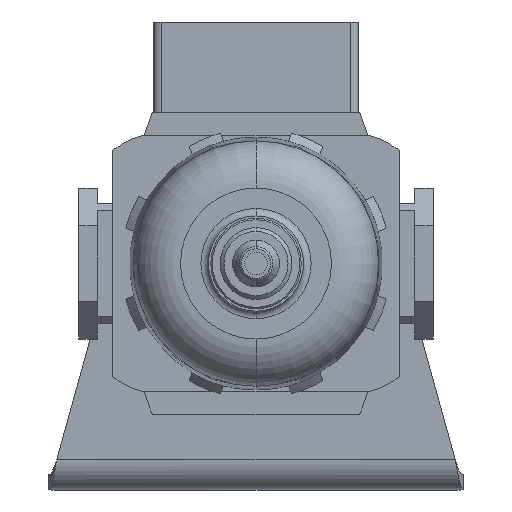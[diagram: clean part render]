
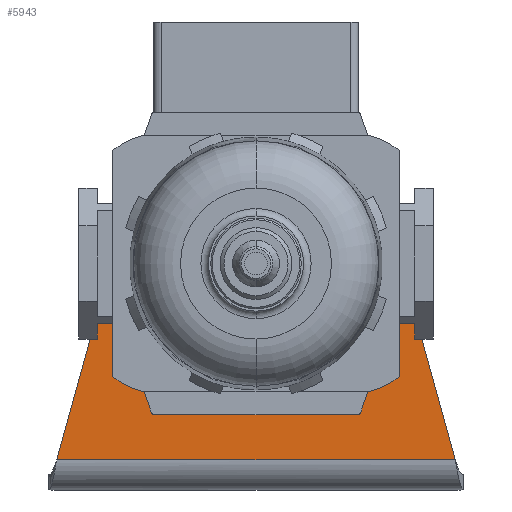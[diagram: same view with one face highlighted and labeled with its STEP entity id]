
A CAD part, front view. The second image highlights one B-rep face of the part: STEP entity #5943.
In plain terms, the highlighted planar face has unit normal (0, -1, 0).
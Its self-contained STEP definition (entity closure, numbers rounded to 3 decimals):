
#95 = CARTESIAN_POINT ( 'NONE',  ( 0., 30., 0. ) ) ;
#415 = CIRCLE ( 'NONE', #14651, 15. ) ;
#631 = DIRECTION ( 'NONE',  ( 0.267, 0., 0.964 ) ) ;
#645 = EDGE_CURVE ( 'NONE', #9416, #8845, #7313, .T. ) ;
#1023 = AXIS2_PLACEMENT_3D ( 'NONE', #5858, #14745, #7151 ) ;
#2618 = CARTESIAN_POINT ( 'NONE',  ( 26.393, 30., -26. ) ) ;
#3314 = AXIS2_PLACEMENT_3D ( 'NONE', #12058, #4428, #13303 ) ;
#3610 = CARTESIAN_POINT ( 'NONE',  ( -15., 30., 0. ) ) ;
#4376 = FACE_OUTER_BOUND ( 'NONE', #5109, .T. ) ;
#4428 = DIRECTION ( 'NONE',  ( 0., 1., 0. ) ) ;
#4936 = CARTESIAN_POINT ( 'NONE',  ( 15., 30., 0. ) ) ;
#5109 = EDGE_LOOP ( 'NONE', ( #5364, #11068, #6649, #8642 ) ) ;
#5242 = EDGE_CURVE ( 'NONE', #15332, #8845, #9187, .T. ) ;
#5364 = ORIENTED_EDGE ( 'NONE', *, *, #645, .T. ) ;
#5401 = VECTOR ( 'NONE', #13428, 1000. ) ;
#5815 = CIRCLE ( 'NONE', #1023, 15. ) ;
#5849 = VERTEX_POINT ( 'NONE', #4936 ) ;
#5858 = CARTESIAN_POINT ( 'NONE',  ( 0., 30., 0. ) ) ;
#5943 = ADVANCED_FACE ( 'NONE', ( #9357, #4376 ), #10286, .F. ) ;
#6399 = EDGE_CURVE ( 'NONE', #5849, #9732, #415, .T. ) ;
#6649 = ORIENTED_EDGE ( 'NONE', *, *, #9108, .F. ) ;
#7151 = DIRECTION ( 'NONE',  ( -1., 0., 0. ) ) ;
#7313 = LINE ( 'NONE', #8855, #10702 ) ;
#7321 = AXIS2_PLACEMENT_3D ( 'NONE', #95, #7701, #11573 ) ;
#7369 = DIRECTION ( 'NONE',  ( 0., 1., 0. ) ) ;
#7660 = VERTEX_POINT ( 'NONE', #7763 ) ;
#7701 = DIRECTION ( 'NONE',  ( 0., 1., 0. ) ) ;
#7763 = CARTESIAN_POINT ( 'NONE',  ( -17.83, 30., 4.935 ) ) ;
#8642 = ORIENTED_EDGE ( 'NONE', *, *, #10914, .F. ) ;
#8845 = VERTEX_POINT ( 'NONE', #2618 ) ;
#8855 = CARTESIAN_POINT ( 'NONE',  ( -27.5, 30., -26. ) ) ;
#9028 = VECTOR ( 'NONE', #631, 1000. ) ;
#9108 = EDGE_CURVE ( 'NONE', #7660, #15332, #11689, .T. ) ;
#9187 = LINE ( 'NONE', #9618, #5401 ) ;
#9357 = FACE_BOUND ( 'NONE', #13631, .T. ) ;
#9416 = VERTEX_POINT ( 'NONE', #14267 ) ;
#9618 = CARTESIAN_POINT ( 'NONE',  ( 17.83, 30., 4.935 ) ) ;
#9732 = VERTEX_POINT ( 'NONE', #3610 ) ;
#9898 = ORIENTED_EDGE ( 'NONE', *, *, #13581, .T. ) ;
#10286 = PLANE ( 'NONE',  #7321 ) ;
#10702 = VECTOR ( 'NONE', #13832, 1000. ) ;
#10914 = EDGE_CURVE ( 'NONE', #9416, #7660, #12419, .T. ) ;
#11068 = ORIENTED_EDGE ( 'NONE', *, *, #5242, .F. ) ;
#11573 = DIRECTION ( 'NONE',  ( -1., 0., 0. ) ) ;
#11689 = CIRCLE ( 'NONE', #3314, 18.5 ) ;
#12058 = CARTESIAN_POINT ( 'NONE',  ( 0., 30., 0. ) ) ;
#12419 = LINE ( 'NONE', #13318, #9028 ) ;
#13303 = DIRECTION ( 'NONE',  ( -1., 0., 0. ) ) ;
#13318 = CARTESIAN_POINT ( 'NONE',  ( -27.5, 30., -30. ) ) ;
#13428 = DIRECTION ( 'NONE',  ( 0.267, 0., -0.964 ) ) ;
#13581 = EDGE_CURVE ( 'NONE', #9732, #5849, #5815, .T. ) ;
#13631 = EDGE_LOOP ( 'NONE', ( #9898, #14988 ) ) ;
#13832 = DIRECTION ( 'NONE',  ( 1., 0., 0. ) ) ;
#14267 = CARTESIAN_POINT ( 'NONE',  ( -26.393, 30., -26. ) ) ;
#14651 = AXIS2_PLACEMENT_3D ( 'NONE', #14977, #7369, #16255 ) ;
#14745 = DIRECTION ( 'NONE',  ( 0., 1., 0. ) ) ;
#14758 = CARTESIAN_POINT ( 'NONE',  ( 17.83, 30., 4.935 ) ) ;
#14977 = CARTESIAN_POINT ( 'NONE',  ( 0., 30., 0. ) ) ;
#14988 = ORIENTED_EDGE ( 'NONE', *, *, #6399, .T. ) ;
#15332 = VERTEX_POINT ( 'NONE', #14758 ) ;
#16255 = DIRECTION ( 'NONE',  ( -1., 0., 0. ) ) ;
